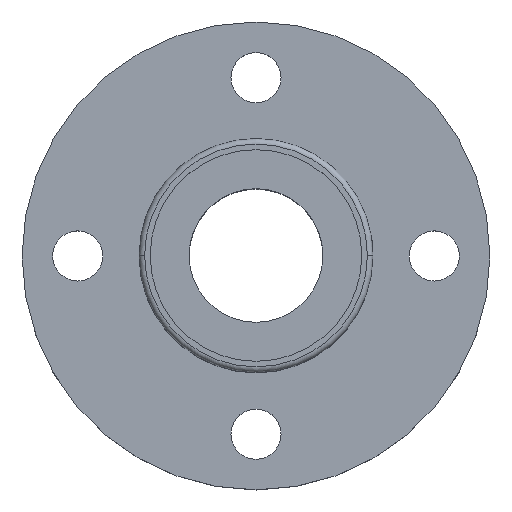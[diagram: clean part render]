
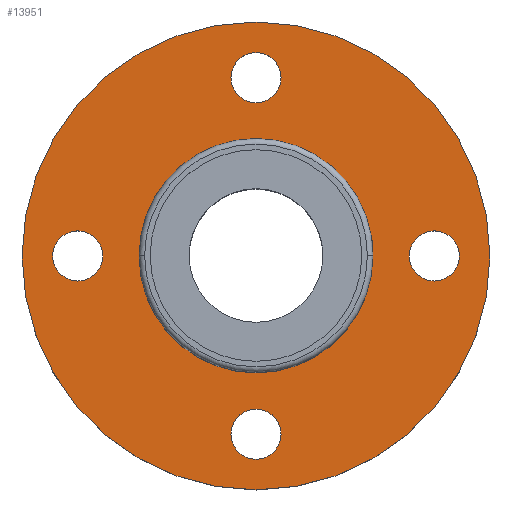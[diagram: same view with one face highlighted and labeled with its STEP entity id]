
A CAD part, top view. The second image highlights one B-rep face of the part: STEP entity #13951.
In plain terms, the highlighted planar face has unit normal (0, 0, 1).
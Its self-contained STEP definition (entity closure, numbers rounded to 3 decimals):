
#27 = VERTEX_POINT ( 'NONE', #5590 ) ;
#175 = ORIENTED_EDGE ( 'NONE', *, *, #2213, .T. ) ;
#298 = VERTEX_POINT ( 'NONE', #13037 ) ;
#315 = DIRECTION ( 'NONE',  ( -1., 0., 0. ) ) ;
#455 = CARTESIAN_POINT ( 'NONE',  ( 16., 0., 0. ) ) ;
#669 = AXIS2_PLACEMENT_3D ( 'NONE', #1978, #1818, #10433 ) ;
#797 = DIRECTION ( 'NONE',  ( -1., 0., 0. ) ) ;
#816 = DIRECTION ( 'NONE',  ( 1., 0., 0. ) ) ;
#832 = DIRECTION ( 'NONE',  ( -1., 0., 0. ) ) ;
#924 = AXIS2_PLACEMENT_3D ( 'NONE', #2147, #5392, #8040 ) ;
#928 = CARTESIAN_POINT ( 'NONE',  ( 0., 0., 0. ) ) ;
#987 = DIRECTION ( 'NONE',  ( -1., 0., 0. ) ) ;
#1028 = DIRECTION ( 'NONE',  ( 0., 0., -1. ) ) ;
#1085 = DIRECTION ( 'NONE',  ( -1., 0., 0. ) ) ;
#1177 = EDGE_LOOP ( 'NONE', ( #7168, #175 ) ) ;
#1332 = FACE_BOUND ( 'NONE', #14094, .T. ) ;
#1488 = VERTEX_POINT ( 'NONE', #3754 ) ;
#1531 = CIRCLE ( 'NONE', #8453, 2.25 ) ;
#1674 = AXIS2_PLACEMENT_3D ( 'NONE', #9074, #13823, #7916 ) ;
#1701 = DIRECTION ( 'NONE',  ( -1., 0., 0. ) ) ;
#1731 = CIRCLE ( 'NONE', #8658, 21. ) ;
#1818 = DIRECTION ( 'NONE',  ( 0., 0., -1. ) ) ;
#1978 = CARTESIAN_POINT ( 'NONE',  ( -16., 0., 0. ) ) ;
#2147 = CARTESIAN_POINT ( 'NONE',  ( 0., 0., 0. ) ) ;
#2178 = CIRCLE ( 'NONE', #10858, 2.25 ) ;
#2213 = EDGE_CURVE ( 'NONE', #9525, #2348, #1531, .T. ) ;
#2348 = VERTEX_POINT ( 'NONE', #2823 ) ;
#2379 = EDGE_CURVE ( 'NONE', #11919, #9412, #3011, .T. ) ;
#2516 = EDGE_LOOP ( 'NONE', ( #10730, #5751 ) ) ;
#2538 = DIRECTION ( 'NONE',  ( -1., 0., 0. ) ) ;
#2823 = CARTESIAN_POINT ( 'NONE',  ( 2.25, 16., 0. ) ) ;
#2869 = EDGE_CURVE ( 'NONE', #13228, #1488, #9833, .T. ) ;
#2898 = CIRCLE ( 'NONE', #1674, 2.25 ) ;
#2951 = EDGE_CURVE ( 'NONE', #1488, #13228, #4114, .T. ) ;
#3011 = CIRCLE ( 'NONE', #9705, 10.5 ) ;
#3154 = EDGE_CURVE ( 'NONE', #9412, #11919, #11833, .T. ) ;
#3344 = CARTESIAN_POINT ( 'NONE',  ( 0., -16., 0. ) ) ;
#3608 = VERTEX_POINT ( 'NONE', #11497 ) ;
#3754 = CARTESIAN_POINT ( 'NONE',  ( -2.25, -16., 0. ) ) ;
#3794 = FACE_BOUND ( 'NONE', #15241, .T. ) ;
#3830 = EDGE_CURVE ( 'NONE', #27, #6860, #2898, .T. ) ;
#4062 = EDGE_LOOP ( 'NONE', ( #6372, #8237 ) ) ;
#4114 = CIRCLE ( 'NONE', #4371, 2.25 ) ;
#4371 = AXIS2_PLACEMENT_3D ( 'NONE', #10494, #1028, #797 ) ;
#4831 = EDGE_CURVE ( 'NONE', #6860, #27, #2178, .T. ) ;
#5119 = EDGE_CURVE ( 'NONE', #2348, #9525, #8368, .T. ) ;
#5359 = AXIS2_PLACEMENT_3D ( 'NONE', #3344, #15157, #5513 ) ;
#5383 = AXIS2_PLACEMENT_3D ( 'NONE', #10585, #13634, #832 ) ;
#5392 = DIRECTION ( 'NONE',  ( 0., 0., -1. ) ) ;
#5513 = DIRECTION ( 'NONE',  ( -1., 0., 0. ) ) ;
#5590 = CARTESIAN_POINT ( 'NONE',  ( 13.75, 0., 0. ) ) ;
#5695 = EDGE_CURVE ( 'NONE', #298, #13625, #11855, .T. ) ;
#5751 = ORIENTED_EDGE ( 'NONE', *, *, #11717, .F. ) ;
#5992 = CARTESIAN_POINT ( 'NONE',  ( -10.5, 0., 0. ) ) ;
#6133 = ORIENTED_EDGE ( 'NONE', *, *, #4831, .T. ) ;
#6262 = ORIENTED_EDGE ( 'NONE', *, *, #9194, .T. ) ;
#6364 = CIRCLE ( 'NONE', #669, 2.25 ) ;
#6372 = ORIENTED_EDGE ( 'NONE', *, *, #2869, .T. ) ;
#6860 = VERTEX_POINT ( 'NONE', #12013 ) ;
#6918 = AXIS2_PLACEMENT_3D ( 'NONE', #10955, #11096, #315 ) ;
#7168 = ORIENTED_EDGE ( 'NONE', *, *, #5119, .T. ) ;
#7189 = CARTESIAN_POINT ( 'NONE',  ( -16., 0., 0. ) ) ;
#7200 = CARTESIAN_POINT ( 'NONE',  ( 10.5, 0., 0. ) ) ;
#7225 = FACE_OUTER_BOUND ( 'NONE', #2516, .T. ) ;
#7295 = FACE_BOUND ( 'NONE', #9175, .T. ) ;
#7353 = AXIS2_PLACEMENT_3D ( 'NONE', #14679, #8759, #13501 ) ;
#7372 = FACE_BOUND ( 'NONE', #4062, .T. ) ;
#7916 = DIRECTION ( 'NONE',  ( -1., 0., 0. ) ) ;
#8030 = VERTEX_POINT ( 'NONE', #12000 ) ;
#8040 = DIRECTION ( 'NONE',  ( -1., 0., 0. ) ) ;
#8237 = ORIENTED_EDGE ( 'NONE', *, *, #2951, .T. ) ;
#8263 = DIRECTION ( 'NONE',  ( 0., 0., -1. ) ) ;
#8368 = CIRCLE ( 'NONE', #5383, 2.25 ) ;
#8453 = AXIS2_PLACEMENT_3D ( 'NONE', #11770, #8263, #987 ) ;
#8658 = AXIS2_PLACEMENT_3D ( 'NONE', #928, #9445, #1085 ) ;
#8755 = DIRECTION ( 'NONE',  ( 0., 0., -1. ) ) ;
#8759 = DIRECTION ( 'NONE',  ( 0., 0., 1. ) ) ;
#8790 = CARTESIAN_POINT ( 'NONE',  ( 0., 0., 0. ) ) ;
#9074 = CARTESIAN_POINT ( 'NONE',  ( 16., 0., 0. ) ) ;
#9175 = EDGE_LOOP ( 'NONE', ( #6133, #14770 ) ) ;
#9194 = EDGE_CURVE ( 'NONE', #13625, #298, #6364, .T. ) ;
#9412 = VERTEX_POINT ( 'NONE', #5992 ) ;
#9445 = DIRECTION ( 'NONE',  ( 0., 0., -1. ) ) ;
#9525 = VERTEX_POINT ( 'NONE', #10098 ) ;
#9705 = AXIS2_PLACEMENT_3D ( 'NONE', #8790, #9971, #816 ) ;
#9833 = CIRCLE ( 'NONE', #5359, 2.25 ) ;
#9971 = DIRECTION ( 'NONE',  ( 0., 0., 1. ) ) ;
#10098 = CARTESIAN_POINT ( 'NONE',  ( -2.25, 16., 0. ) ) ;
#10367 = ORIENTED_EDGE ( 'NONE', *, *, #3154, .F. ) ;
#10433 = DIRECTION ( 'NONE',  ( -1., 0., 0. ) ) ;
#10494 = CARTESIAN_POINT ( 'NONE',  ( 0., -16., 0. ) ) ;
#10517 = CARTESIAN_POINT ( 'NONE',  ( -13.75, 0., 0. ) ) ;
#10585 = CARTESIAN_POINT ( 'NONE',  ( 0., 16., 0. ) ) ;
#10730 = ORIENTED_EDGE ( 'NONE', *, *, #14891, .F. ) ;
#10772 = DIRECTION ( 'NONE',  ( 0., 0., -1. ) ) ;
#10802 = FACE_BOUND ( 'NONE', #1177, .T. ) ;
#10858 = AXIS2_PLACEMENT_3D ( 'NONE', #455, #8755, #1701 ) ;
#10867 = AXIS2_PLACEMENT_3D ( 'NONE', #7189, #10772, #2538 ) ;
#10955 = CARTESIAN_POINT ( 'NONE',  ( 0., 0., 0. ) ) ;
#11096 = DIRECTION ( 'NONE',  ( 0., 0., -1. ) ) ;
#11497 = CARTESIAN_POINT ( 'NONE',  ( -21., 0., 0. ) ) ;
#11578 = CIRCLE ( 'NONE', #924, 21. ) ;
#11717 = EDGE_CURVE ( 'NONE', #3608, #8030, #11578, .T. ) ;
#11770 = CARTESIAN_POINT ( 'NONE',  ( 0., 16., 0. ) ) ;
#11833 = CIRCLE ( 'NONE', #7353, 10.5 ) ;
#11855 = CIRCLE ( 'NONE', #10867, 2.25 ) ;
#11919 = VERTEX_POINT ( 'NONE', #7200 ) ;
#11976 = PLANE ( 'NONE',  #6918 ) ;
#12000 = CARTESIAN_POINT ( 'NONE',  ( 21., 0., 0. ) ) ;
#12013 = CARTESIAN_POINT ( 'NONE',  ( 18.25, 0., 0. ) ) ;
#13037 = CARTESIAN_POINT ( 'NONE',  ( -18.25, 0., 0. ) ) ;
#13228 = VERTEX_POINT ( 'NONE', #15119 ) ;
#13249 = ORIENTED_EDGE ( 'NONE', *, *, #2379, .F. ) ;
#13501 = DIRECTION ( 'NONE',  ( 1., 0., 0. ) ) ;
#13625 = VERTEX_POINT ( 'NONE', #10517 ) ;
#13634 = DIRECTION ( 'NONE',  ( 0., 0., -1. ) ) ;
#13823 = DIRECTION ( 'NONE',  ( 0., 0., -1. ) ) ;
#13951 = ADVANCED_FACE ( 'NONE', ( #3794, #7225, #10802, #1332, #7372, #7295 ), #11976, .F. ) ;
#14094 = EDGE_LOOP ( 'NONE', ( #6262, #14211 ) ) ;
#14211 = ORIENTED_EDGE ( 'NONE', *, *, #5695, .T. ) ;
#14679 = CARTESIAN_POINT ( 'NONE',  ( 0., 0., 0. ) ) ;
#14770 = ORIENTED_EDGE ( 'NONE', *, *, #3830, .T. ) ;
#14891 = EDGE_CURVE ( 'NONE', #8030, #3608, #1731, .T. ) ;
#15119 = CARTESIAN_POINT ( 'NONE',  ( 2.25, -16., 0. ) ) ;
#15157 = DIRECTION ( 'NONE',  ( 0., 0., -1. ) ) ;
#15241 = EDGE_LOOP ( 'NONE', ( #10367, #13249 ) ) ;
